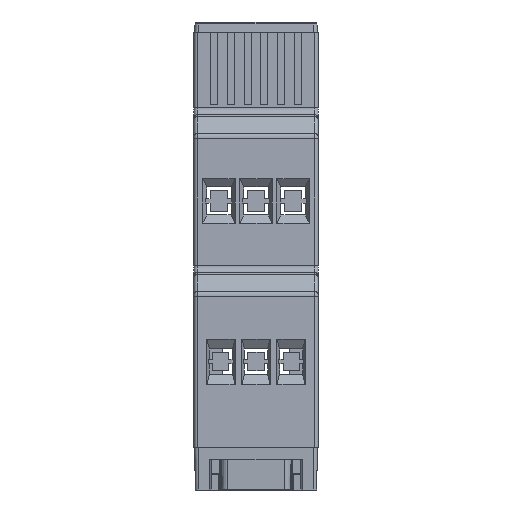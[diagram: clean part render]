
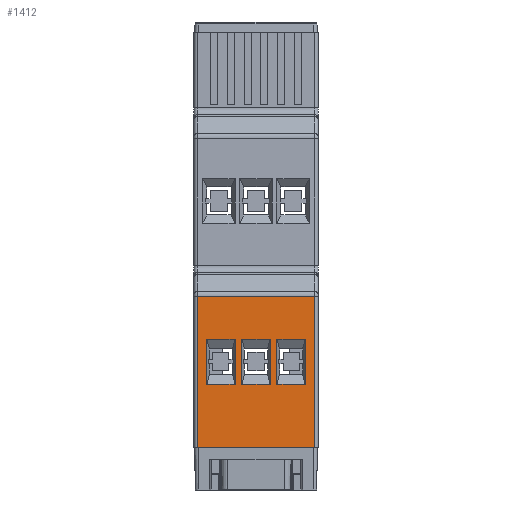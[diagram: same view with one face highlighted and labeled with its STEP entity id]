
A CAD part, left-side view. The second image highlights one B-rep face of the part: STEP entity #1412.
In plain terms, the highlighted planar face has unit normal (-1, 0, 0.005).
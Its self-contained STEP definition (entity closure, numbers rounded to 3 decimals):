
#1412 = ADVANCED_FACE( '', ( #4142, #4143, #4144, #4145 ), #4146, .T. );
#4142 = FACE_OUTER_BOUND( '', #7555, .T. );
#4143 = FACE_BOUND( '', #7556, .T. );
#4144 = FACE_BOUND( '', #7557, .T. );
#4145 = FACE_BOUND( '', #7558, .T. );
#4146 = PLANE( '', #7559 );
#7555 = EDGE_LOOP( '', ( #13195, #13196, #13197, #13198 ) );
#7556 = EDGE_LOOP( '', ( #13199, #13200, #13201, #13202 ) );
#7557 = EDGE_LOOP( '', ( #13203, #13204, #13205, #13206 ) );
#7558 = EDGE_LOOP( '', ( #13207, #13208, #13209, #13210 ) );
#7559 = AXIS2_PLACEMENT_3D( '', #13211, #13212, #13213 );
#13195 = ORIENTED_EDGE( '', *, *, #24187, .T. );
#13196 = ORIENTED_EDGE( '', *, *, #24963, .F. );
#13197 = ORIENTED_EDGE( '', *, *, #24964, .F. );
#13198 = ORIENTED_EDGE( '', *, *, #24048, .F. );
#13199 = ORIENTED_EDGE( '', *, *, #24965, .F. );
#13200 = ORIENTED_EDGE( '', *, *, #24966, .F. );
#13201 = ORIENTED_EDGE( '', *, *, #24967, .F. );
#13202 = ORIENTED_EDGE( '', *, *, #24959, .F. );
#13203 = ORIENTED_EDGE( '', *, *, #24968, .F. );
#13204 = ORIENTED_EDGE( '', *, *, #24780, .T. );
#13205 = ORIENTED_EDGE( '', *, *, #24202, .F. );
#13206 = ORIENTED_EDGE( '', *, *, #24969, .T. );
#13207 = ORIENTED_EDGE( '', *, *, #24957, .T. );
#13208 = ORIENTED_EDGE( '', *, *, #23979, .F. );
#13209 = ORIENTED_EDGE( '', *, *, #24970, .T. );
#13210 = ORIENTED_EDGE( '', *, *, #24802, .F. );
#13211 = CARTESIAN_POINT( '', ( -45.237, 8.4, -3.435 ) );
#13212 = DIRECTION( '', ( -1., 0., 0.005 ) );
#13213 = DIRECTION( '', ( 0., 1., 0. ) );
#23979 = EDGE_CURVE( '', #28633, #28635, #28636, .T. );
#24048 = EDGE_CURVE( '', #28755, #28756, #28757, .T. );
#24187 = EDGE_CURVE( '', #28755, #29017, #29019, .T. );
#24202 = EDGE_CURVE( '', #29042, #29044, #29045, .T. );
#24780 = EDGE_CURVE( '', #30050, #29044, #30051, .T. );
#24802 = EDGE_CURVE( '', #30083, #30085, #30086, .T. );
#24957 = EDGE_CURVE( '', #30083, #28635, #30327, .T. );
#24959 = EDGE_CURVE( '', #30329, #30330, #30331, .T. );
#24963 = EDGE_CURVE( '', #30337, #29017, #30338, .T. );
#24964 = EDGE_CURVE( '', #28756, #30337, #30339, .T. );
#24965 = EDGE_CURVE( '', #30340, #30329, #30341, .T. );
#24966 = EDGE_CURVE( '', #30342, #30340, #30343, .T. );
#24967 = EDGE_CURVE( '', #30330, #30342, #30344, .T. );
#24968 = EDGE_CURVE( '', #30050, #30345, #30346, .T. );
#24969 = EDGE_CURVE( '', #29042, #30345, #30347, .T. );
#24970 = EDGE_CURVE( '', #28633, #30085, #30348, .T. );
#28633 = VERTEX_POINT( '', #35420 );
#28635 = VERTEX_POINT( '', #35423 );
#28636 = LINE( '', #35424, #35425 );
#28755 = VERTEX_POINT( '', #35609 );
#28756 = VERTEX_POINT( '', #35610 );
#28757 = LINE( '', #35611, #35612 );
#29017 = VERTEX_POINT( '', #35996 );
#29019 = LINE( '', #35998, #35999 );
#29042 = VERTEX_POINT( '', #36034 );
#29044 = VERTEX_POINT( '', #36037 );
#29045 = LINE( '', #36038, #36039 );
#30050 = VERTEX_POINT( '', #37546 );
#30051 = LINE( '', #37547, #37548 );
#30083 = VERTEX_POINT( '', #37598 );
#30085 = VERTEX_POINT( '', #37601 );
#30086 = LINE( '', #37602, #37603 );
#30327 = LINE( '', #37962, #37963 );
#30329 = VERTEX_POINT( '', #37966 );
#30330 = VERTEX_POINT( '', #37967 );
#30331 = LINE( '', #37968, #37969 );
#30337 = VERTEX_POINT( '', #37978 );
#30338 = LINE( '', #37979, #37980 );
#30339 = LINE( '', #37981, #37982 );
#30340 = VERTEX_POINT( '', #37983 );
#30341 = LINE( '', #37984, #37985 );
#30342 = VERTEX_POINT( '', #37986 );
#30343 = LINE( '', #37987, #37988 );
#30344 = LINE( '', #37989, #37990 );
#30345 = VERTEX_POINT( '', #37991 );
#30346 = LINE( '', #37992, #37993 );
#30347 = LINE( '', #37994, #37995 );
#30348 = LINE( '', #37996, #37997 );
#35420 = CARTESIAN_POINT( '', ( -45.269, 7.014, -9.505 ) );
#35423 = CARTESIAN_POINT( '', ( -45.303, 7.014, -15.962 ) );
#35424 = CARTESIAN_POINT( '', ( -45.269, 7.014, -9.5 ) );
#35425 = VECTOR( '', #45319, 1000. );
#35609 = CARTESIAN_POINT( '', ( -45.35, 8.35, -25.023 ) );
#35610 = CARTESIAN_POINT( '', ( -45.237, 8.35, -3.435 ) );
#35611 = CARTESIAN_POINT( '', ( -45.35, 8.35, -25.023 ) );
#35612 = VECTOR( '', #45394, 1000. );
#35996 = CARTESIAN_POINT( '', ( -45.35, -8.35, -25.023 ) );
#35998 = CARTESIAN_POINT( '', ( -45.35, 8.4, -25.023 ) );
#35999 = VECTOR( '', #45561, 1000. );
#36034 = CARTESIAN_POINT( '', ( -45.303, -2.014, -15.962 ) );
#36037 = CARTESIAN_POINT( '', ( -45.269, -2.014, -9.505 ) );
#36038 = CARTESIAN_POINT( '', ( -45.269, -2.014, -9.505 ) );
#36039 = VECTOR( '', #45578, 1000. );
#37546 = CARTESIAN_POINT( '', ( -45.269, 2.014, -9.505 ) );
#37547 = CARTESIAN_POINT( '', ( -45.269, 8.4, -9.505 ) );
#37548 = VECTOR( '', #46306, 1000. );
#37598 = CARTESIAN_POINT( '', ( -45.303, 2.986, -15.962 ) );
#37601 = CARTESIAN_POINT( '', ( -45.269, 2.986, -9.505 ) );
#37602 = CARTESIAN_POINT( '', ( -45.269, 2.986, -9.505 ) );
#37603 = VECTOR( '', #46332, 1000. );
#37962 = CARTESIAN_POINT( '', ( -45.303, 8.4, -15.962 ) );
#37963 = VECTOR( '', #46559, 1000. );
#37966 = CARTESIAN_POINT( '', ( -45.269, -7.014, -9.505 ) );
#37967 = CARTESIAN_POINT( '', ( -45.269, -2.986, -9.505 ) );
#37968 = CARTESIAN_POINT( '', ( -45.269, -2.986, -9.505 ) );
#37969 = VECTOR( '', #46561, 1000. );
#37978 = CARTESIAN_POINT( '', ( -45.237, -8.35, -3.435 ) );
#37979 = CARTESIAN_POINT( '', ( -45.237, -8.35, -3.435 ) );
#37980 = VECTOR( '', #46565, 1000. );
#37981 = CARTESIAN_POINT( '', ( -45.237, 8.35, -3.435 ) );
#37982 = VECTOR( '', #46566, 1000. );
#37983 = CARTESIAN_POINT( '', ( -45.303, -7.014, -15.962 ) );
#37984 = CARTESIAN_POINT( '', ( -45.269, -7.014, -9.505 ) );
#37985 = VECTOR( '', #46567, 1000. );
#37986 = CARTESIAN_POINT( '', ( -45.303, -2.986, -15.962 ) );
#37987 = CARTESIAN_POINT( '', ( -45.303, -2.986, -15.962 ) );
#37988 = VECTOR( '', #46568, 1000. );
#37989 = CARTESIAN_POINT( '', ( -45.269, -2.986, -9.5 ) );
#37990 = VECTOR( '', #46569, 1000. );
#37991 = CARTESIAN_POINT( '', ( -45.303, 2.014, -15.962 ) );
#37992 = CARTESIAN_POINT( '', ( -45.269, 2.014, -9.5 ) );
#37993 = VECTOR( '', #46570, 1000. );
#37994 = CARTESIAN_POINT( '', ( -45.303, 8.4, -15.962 ) );
#37995 = VECTOR( '', #46571, 1000. );
#37996 = CARTESIAN_POINT( '', ( -45.269, 8.4, -9.505 ) );
#37997 = VECTOR( '', #46572, 1000. );
#45319 = DIRECTION( '', ( -0.005, 0., -1. ) );
#45394 = DIRECTION( '', ( 0.005, 0., 1. ) );
#45561 = DIRECTION( '', ( 0., -1., 0. ) );
#45578 = DIRECTION( '', ( 0.005, 0., 1. ) );
#46306 = DIRECTION( '', ( 0., -1., 0. ) );
#46332 = DIRECTION( '', ( 0.005, 0., 1. ) );
#46559 = DIRECTION( '', ( 0., 1., 0. ) );
#46561 = DIRECTION( '', ( 0., 1., 0. ) );
#46565 = DIRECTION( '', ( -0.005, 0., -1. ) );
#46566 = DIRECTION( '', ( 0., -1., 0. ) );
#46567 = DIRECTION( '', ( 0.005, 0., 1. ) );
#46568 = DIRECTION( '', ( 0., -1., 0. ) );
#46569 = DIRECTION( '', ( -0.005, 0., -1. ) );
#46570 = DIRECTION( '', ( -0.005, 0., -1. ) );
#46571 = DIRECTION( '', ( 0., 1., 0. ) );
#46572 = DIRECTION( '', ( 0., -1., 0. ) );
